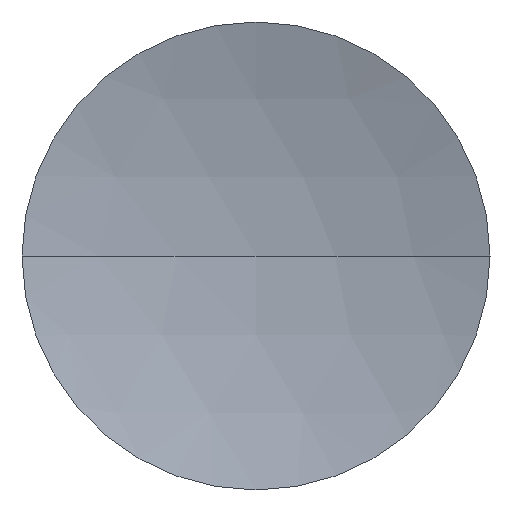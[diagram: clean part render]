
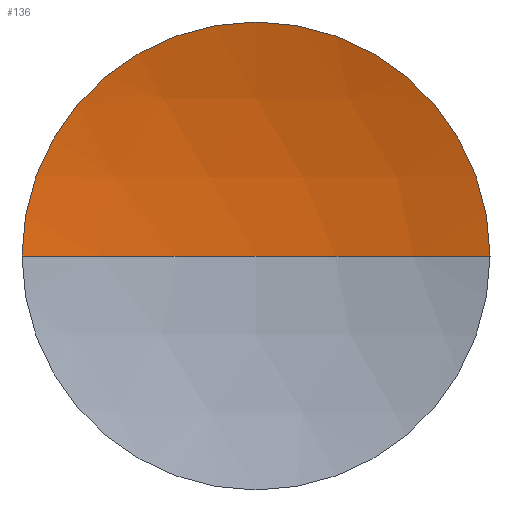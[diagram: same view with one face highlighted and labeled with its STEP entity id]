
A CAD part, left-side view. The second image highlights one B-rep face of the part: STEP entity #136.
In plain terms, the highlighted spherical face has radius 22.1 mm.
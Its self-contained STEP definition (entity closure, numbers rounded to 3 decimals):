
#6 = VERTEX_POINT ( 'NONE', #10 ) ;
#7 = AXIS2_PLACEMENT_3D ( 'NONE', #194, #27, #46 ) ;
#10 = CARTESIAN_POINT ( 'NONE',  ( 45.613, 19.739, 0. ) ) ;
#14 = CARTESIAN_POINT ( 'NONE',  ( 45.613, 26.089, 0. ) ) ;
#19 = DIRECTION ( 'NONE',  ( 0., 0., -1. ) ) ;
#23 = EDGE_CURVE ( 'NONE', #90, #132, #43, .T. ) ;
#25 = ORIENTED_EDGE ( 'NONE', *, *, #23, .F. ) ;
#27 = DIRECTION ( 'NONE',  ( 0., 0., 1. ) ) ;
#28 = AXIS2_PLACEMENT_3D ( 'NONE', #14, #130, #56 ) ;
#43 = CIRCLE ( 'NONE', #7, 22.1 ) ;
#46 = DIRECTION ( 'NONE',  ( 1., 0., 0. ) ) ;
#50 = CIRCLE ( 'NONE', #28, 6.35 ) ;
#56 = DIRECTION ( 'NONE',  ( 0., 0., 1. ) ) ;
#64 = CIRCLE ( 'NONE', #207, 6.35 ) ;
#65 = ORIENTED_EDGE ( 'NONE', *, *, #77, .T. ) ;
#66 = AXIS2_PLACEMENT_3D ( 'NONE', #216, #184, #112 ) ;
#77 = EDGE_CURVE ( 'NONE', #188, #132, #64, .T. ) ;
#85 = AXIS2_PLACEMENT_3D ( 'NONE', #172, #19, #217 ) ;
#90 = VERTEX_POINT ( 'NONE', #202 ) ;
#111 = EDGE_CURVE ( 'NONE', #6, #188, #50, .T. ) ;
#112 = DIRECTION ( 'NONE',  ( 0., 1., 0. ) ) ;
#129 = CARTESIAN_POINT ( 'NONE',  ( 45.613, 26.089, 0. ) ) ;
#130 = DIRECTION ( 'NONE',  ( -1., 0., 0. ) ) ;
#132 = VERTEX_POINT ( 'NONE', #166 ) ;
#136 = ADVANCED_FACE ( 'NONE', ( #159 ), #220, .F. ) ;
#140 = ORIENTED_EDGE ( 'NONE', *, *, #229, .T. ) ;
#147 = CARTESIAN_POINT ( 'NONE',  ( 45.613, 26.089, 6.35 ) ) ;
#153 = ORIENTED_EDGE ( 'NONE', *, *, #111, .T. ) ;
#159 = FACE_OUTER_BOUND ( 'NONE', #175, .T. ) ;
#166 = CARTESIAN_POINT ( 'NONE',  ( 45.613, 32.439, 0. ) ) ;
#172 = CARTESIAN_POINT ( 'NONE',  ( 24.445, 26.089, 0. ) ) ;
#175 = EDGE_LOOP ( 'NONE', ( #25, #140, #153, #65 ) ) ;
#177 = CIRCLE ( 'NONE', #85, 22.1 ) ;
#181 = DIRECTION ( 'NONE',  ( -1., 0., 0. ) ) ;
#183 = DIRECTION ( 'NONE',  ( 0., 0., 1. ) ) ;
#184 = DIRECTION ( 'NONE',  ( 0., 0., -1. ) ) ;
#188 = VERTEX_POINT ( 'NONE', #147 ) ;
#194 = CARTESIAN_POINT ( 'NONE',  ( 24.445, 26.089, 0. ) ) ;
#202 = CARTESIAN_POINT ( 'NONE',  ( 46.545, 26.089, 0. ) ) ;
#207 = AXIS2_PLACEMENT_3D ( 'NONE', #129, #181, #183 ) ;
#216 = CARTESIAN_POINT ( 'NONE',  ( 24.445, 26.089, 0. ) ) ;
#217 = DIRECTION ( 'NONE',  ( 0., 1., 0. ) ) ;
#220 = SPHERICAL_SURFACE ( 'NONE', #66, 22.1 ) ;
#229 = EDGE_CURVE ( 'NONE', #90, #6, #177, .T. ) ;
